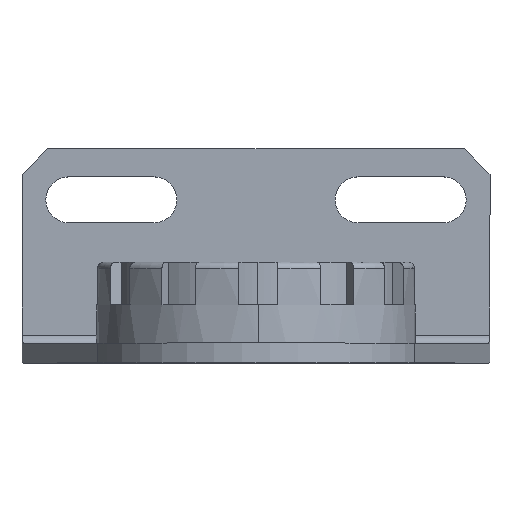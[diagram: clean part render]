
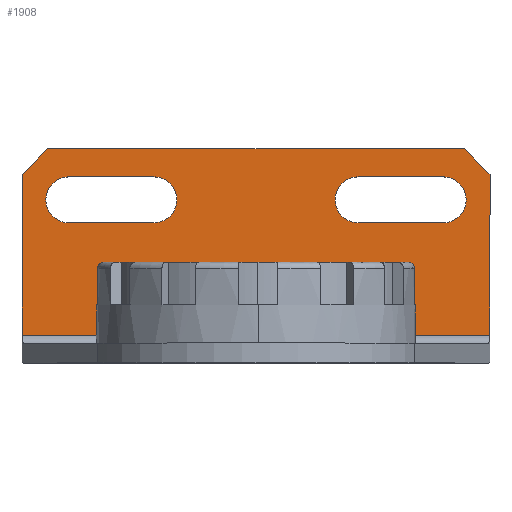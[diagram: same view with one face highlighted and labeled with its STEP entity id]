
A CAD part, top view. The second image highlights one B-rep face of the part: STEP entity #1908.
In plain terms, the highlighted planar face has unit normal (0, 0, 1).
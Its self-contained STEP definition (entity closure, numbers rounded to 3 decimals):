
#19 = AXIS2_PLACEMENT_3D ( 'NONE', #407, #3672, #3634 ) ;
#61 = CARTESIAN_POINT ( 'NONE',  ( 22., 21.9, 0. ) ) ;
#95 = ORIENTED_EDGE ( 'NONE', *, *, #1552, .T. ) ;
#97 = CARTESIAN_POINT ( 'NONE',  ( 12., 16.5, 0. ) ) ;
#105 = DIRECTION ( 'NONE',  ( 0., 1., 0. ) ) ;
#110 = CARTESIAN_POINT ( 'NONE',  ( 12., 21.9, 0. ) ) ;
#114 = VECTOR ( 'NONE', #2720, 1000. ) ;
#140 = DIRECTION ( 'NONE',  ( 0., 0., -1. ) ) ;
#163 = LINE ( 'NONE', #2230, #3377 ) ;
#166 = CARTESIAN_POINT ( 'NONE',  ( -22., 16.5, 0. ) ) ;
#257 = EDGE_CURVE ( 'NONE', #3213, #699, #3673, .T. ) ;
#306 = DIRECTION ( 'NONE',  ( 0., 0., 1. ) ) ;
#316 = EDGE_CURVE ( 'NONE', #3765, #2586, #1096, .T. ) ;
#345 = AXIS2_PLACEMENT_3D ( 'NONE', #1551, #1507, #2809 ) ;
#387 = EDGE_LOOP ( 'NONE', ( #1643, #836, #3932, #1545, #3040 ) ) ;
#407 = CARTESIAN_POINT ( 'NONE',  ( -27.5, 0., 0. ) ) ;
#416 = CARTESIAN_POINT ( 'NONE',  ( -27.5, 25.2, 0. ) ) ;
#447 = EDGE_CURVE ( 'NONE', #1589, #866, #1233, .T. ) ;
#455 = FACE_BOUND ( 'NONE', #808, .T. ) ;
#492 = VERTEX_POINT ( 'NONE', #786 ) ;
#530 = VECTOR ( 'NONE', #790, 1000. ) ;
#583 = CARTESIAN_POINT ( 'NONE',  ( -38.6, 11.1, 0. ) ) ;
#605 = DIRECTION ( 'NONE',  ( -0.707, 0.707, 0. ) ) ;
#636 = ORIENTED_EDGE ( 'NONE', *, *, #2329, .T. ) ;
#653 = VECTOR ( 'NONE', #1362, 1000. ) ;
#676 = CIRCLE ( 'NONE', #3094, 2.7 ) ;
#682 = EDGE_LOOP ( 'NONE', ( #1029, #2519, #942, #95, #3221, #2430 ) ) ;
#699 = VERTEX_POINT ( 'NONE', #3228 ) ;
#763 = AXIS2_PLACEMENT_3D ( 'NONE', #3423, #3509, #3524 ) ;
#776 = VECTOR ( 'NONE', #1854, 1000. ) ;
#777 = CARTESIAN_POINT ( 'NONE',  ( -12., 16.5, 0. ) ) ;
#786 = CARTESIAN_POINT ( 'NONE',  ( 22., 16.5, 0. ) ) ;
#790 = DIRECTION ( 'NONE',  ( -0.707, -0.707, 0. ) ) ;
#806 = VERTEX_POINT ( 'NONE', #166 ) ;
#808 = EDGE_LOOP ( 'NONE', ( #2234, #1447, #636, #3740, #2149 ) ) ;
#836 = ORIENTED_EDGE ( 'NONE', *, *, #913, .T. ) ;
#866 = VERTEX_POINT ( 'NONE', #2928 ) ;
#898 = CARTESIAN_POINT ( 'NONE',  ( -27.5, 22.2, 0. ) ) ;
#903 = DIRECTION ( 'NONE',  ( -1., 0., 0. ) ) ;
#913 = EDGE_CURVE ( 'NONE', #2168, #3213, #1584, .T. ) ;
#929 = CARTESIAN_POINT ( 'NONE',  ( 24.5, 25.2, 0. ) ) ;
#942 = ORIENTED_EDGE ( 'NONE', *, *, #2022, .T. ) ;
#957 = LINE ( 'NONE', #2673, #114 ) ;
#1029 = ORIENTED_EDGE ( 'NONE', *, *, #2029, .T. ) ;
#1071 = CARTESIAN_POINT ( 'NONE',  ( 22., 21.9, 0. ) ) ;
#1073 = EDGE_CURVE ( 'NONE', #2168, #806, #2003, .T. ) ;
#1096 = CIRCLE ( 'NONE', #763, 2.7 ) ;
#1231 = EDGE_CURVE ( 'NONE', #3765, #3869, #3029, .T. ) ;
#1233 = LINE ( 'NONE', #416, #1856 ) ;
#1234 = VERTEX_POINT ( 'NONE', #2089 ) ;
#1252 = EDGE_CURVE ( 'NONE', #866, #1371, #1336, .T. ) ;
#1329 = DIRECTION ( 'NONE',  ( 0., -1., 0. ) ) ;
#1336 = LINE ( 'NONE', #583, #530 ) ;
#1362 = DIRECTION ( 'NONE',  ( -1., 0., 0. ) ) ;
#1371 = VERTEX_POINT ( 'NONE', #898 ) ;
#1403 = AXIS2_PLACEMENT_3D ( 'NONE', #1513, #3604, #1821 ) ;
#1447 = ORIENTED_EDGE ( 'NONE', *, *, #316, .T. ) ;
#1507 = DIRECTION ( 'NONE',  ( 0., 0., -1. ) ) ;
#1513 = CARTESIAN_POINT ( 'NONE',  ( 22., 19.2, 0. ) ) ;
#1525 = PLANE ( 'NONE',  #19 ) ;
#1545 = ORIENTED_EDGE ( 'NONE', *, *, #3918, .T. ) ;
#1551 = CARTESIAN_POINT ( 'NONE',  ( -12., 19.2, 0. ) ) ;
#1552 = EDGE_CURVE ( 'NONE', #1234, #1589, #2689, .T. ) ;
#1566 = LINE ( 'NONE', #777, #653 ) ;
#1584 = LINE ( 'NONE', #2368, #776 ) ;
#1589 = VERTEX_POINT ( 'NONE', #929 ) ;
#1643 = ORIENTED_EDGE ( 'NONE', *, *, #1073, .F. ) ;
#1656 = CARTESIAN_POINT ( 'NONE',  ( 27.5, 3.3, 0. ) ) ;
#1713 = EDGE_CURVE ( 'NONE', #3818, #492, #957, .T. ) ;
#1734 = DIRECTION ( 'NONE',  ( 1., 0., 0. ) ) ;
#1754 = FACE_BOUND ( 'NONE', #387, .T. ) ;
#1767 = CARTESIAN_POINT ( 'NONE',  ( -12., 21.9, 0. ) ) ;
#1776 = DIRECTION ( 'NONE',  ( 0., 0., 1. ) ) ;
#1783 = CARTESIAN_POINT ( 'NONE',  ( -22., 19.2, 0. ) ) ;
#1802 = VECTOR ( 'NONE', #2668, 1000. ) ;
#1821 = DIRECTION ( 'NONE',  ( -1., 0., 0. ) ) ;
#1854 = DIRECTION ( 'NONE',  ( 1., 0., 0. ) ) ;
#1856 = VECTOR ( 'NONE', #1921, 1000. ) ;
#1908 = ADVANCED_FACE ( 'NONE', ( #2856, #1754, #455 ), #1525, .T. ) ;
#1921 = DIRECTION ( 'NONE',  ( -1., 0., 0. ) ) ;
#1925 = CARTESIAN_POINT ( 'NONE',  ( 27.5, 25.2, 0. ) ) ;
#1930 = CARTESIAN_POINT ( 'NONE',  ( 24.7, 19.2, 0. ) ) ;
#1970 = CARTESIAN_POINT ( 'NONE',  ( -12., 19.2, 0. ) ) ;
#2003 = CIRCLE ( 'NONE', #3935, 2.7 ) ;
#2022 = EDGE_CURVE ( 'NONE', #2394, #1234, #3187, .T. ) ;
#2029 = EDGE_CURVE ( 'NONE', #1371, #3856, #163, .T. ) ;
#2060 = CARTESIAN_POINT ( 'NONE',  ( 27.5, 3.3, 0. ) ) ;
#2089 = CARTESIAN_POINT ( 'NONE',  ( 27.5, 22.2, 0. ) ) ;
#2117 = EDGE_CURVE ( 'NONE', #3181, #806, #1566, .T. ) ;
#2118 = CARTESIAN_POINT ( 'NONE',  ( 12., 19.2, 0. ) ) ;
#2149 = ORIENTED_EDGE ( 'NONE', *, *, #2757, .F. ) ;
#2168 = VERTEX_POINT ( 'NONE', #2892 ) ;
#2230 = CARTESIAN_POINT ( 'NONE',  ( -27.5, 25.2, 0. ) ) ;
#2234 = ORIENTED_EDGE ( 'NONE', *, *, #1231, .F. ) ;
#2255 = DIRECTION ( 'NONE',  ( -1., 0., 0. ) ) ;
#2284 = EDGE_CURVE ( 'NONE', #3856, #2394, #2583, .T. ) ;
#2329 = EDGE_CURVE ( 'NONE', #2586, #492, #2485, .T. ) ;
#2368 = CARTESIAN_POINT ( 'NONE',  ( -22., 21.9, 0. ) ) ;
#2394 = VERTEX_POINT ( 'NONE', #1656 ) ;
#2395 = VECTOR ( 'NONE', #105, 1000. ) ;
#2418 = DIRECTION ( 'NONE',  ( 1., 0., 0. ) ) ;
#2430 = ORIENTED_EDGE ( 'NONE', *, *, #1252, .T. ) ;
#2481 = CIRCLE ( 'NONE', #3387, 2.7 ) ;
#2485 = CIRCLE ( 'NONE', #1403, 2.7 ) ;
#2519 = ORIENTED_EDGE ( 'NONE', *, *, #2284, .T. ) ;
#2583 = LINE ( 'NONE', #2060, #1802 ) ;
#2586 = VERTEX_POINT ( 'NONE', #1930 ) ;
#2596 = VECTOR ( 'NONE', #605, 1000. ) ;
#2668 = DIRECTION ( 'NONE',  ( 1., 0., 0. ) ) ;
#2673 = CARTESIAN_POINT ( 'NONE',  ( 12., 16.5, 0. ) ) ;
#2689 = LINE ( 'NONE', #3584, #2596 ) ;
#2720 = DIRECTION ( 'NONE',  ( 1., 0., 0. ) ) ;
#2757 = EDGE_CURVE ( 'NONE', #3869, #3818, #676, .T. ) ;
#2809 = DIRECTION ( 'NONE',  ( -1., 0., 0. ) ) ;
#2856 = FACE_OUTER_BOUND ( 'NONE', #682, .T. ) ;
#2892 = CARTESIAN_POINT ( 'NONE',  ( -22., 21.9, 0. ) ) ;
#2928 = CARTESIAN_POINT ( 'NONE',  ( -24.5, 25.2, 0. ) ) ;
#3029 = LINE ( 'NONE', #1071, #3725 ) ;
#3040 = ORIENTED_EDGE ( 'NONE', *, *, #2117, .T. ) ;
#3094 = AXIS2_PLACEMENT_3D ( 'NONE', #2118, #306, #2418 ) ;
#3181 = VERTEX_POINT ( 'NONE', #3238 ) ;
#3187 = LINE ( 'NONE', #1925, #2395 ) ;
#3213 = VERTEX_POINT ( 'NONE', #1767 ) ;
#3221 = ORIENTED_EDGE ( 'NONE', *, *, #447, .T. ) ;
#3228 = CARTESIAN_POINT ( 'NONE',  ( -9.3, 19.2, 0. ) ) ;
#3238 = CARTESIAN_POINT ( 'NONE',  ( -12., 16.5, 0. ) ) ;
#3377 = VECTOR ( 'NONE', #1329, 1000. ) ;
#3387 = AXIS2_PLACEMENT_3D ( 'NONE', #1970, #140, #2255 ) ;
#3423 = CARTESIAN_POINT ( 'NONE',  ( 22., 19.2, 0. ) ) ;
#3509 = DIRECTION ( 'NONE',  ( 0., 0., -1. ) ) ;
#3524 = DIRECTION ( 'NONE',  ( -1., 0., 0. ) ) ;
#3584 = CARTESIAN_POINT ( 'NONE',  ( 11.1, 38.6, 0. ) ) ;
#3604 = DIRECTION ( 'NONE',  ( 0., 0., -1. ) ) ;
#3634 = DIRECTION ( 'NONE',  ( 1., 0., 0. ) ) ;
#3672 = DIRECTION ( 'NONE',  ( 0., 0., 1. ) ) ;
#3673 = CIRCLE ( 'NONE', #345, 2.7 ) ;
#3725 = VECTOR ( 'NONE', #903, 1000. ) ;
#3733 = CARTESIAN_POINT ( 'NONE',  ( -27.5, 3.3, 0. ) ) ;
#3740 = ORIENTED_EDGE ( 'NONE', *, *, #1713, .F. ) ;
#3765 = VERTEX_POINT ( 'NONE', #61 ) ;
#3818 = VERTEX_POINT ( 'NONE', #97 ) ;
#3856 = VERTEX_POINT ( 'NONE', #3733 ) ;
#3869 = VERTEX_POINT ( 'NONE', #110 ) ;
#3918 = EDGE_CURVE ( 'NONE', #699, #3181, #2481, .T. ) ;
#3932 = ORIENTED_EDGE ( 'NONE', *, *, #257, .T. ) ;
#3935 = AXIS2_PLACEMENT_3D ( 'NONE', #1783, #1776, #1734 ) ;
